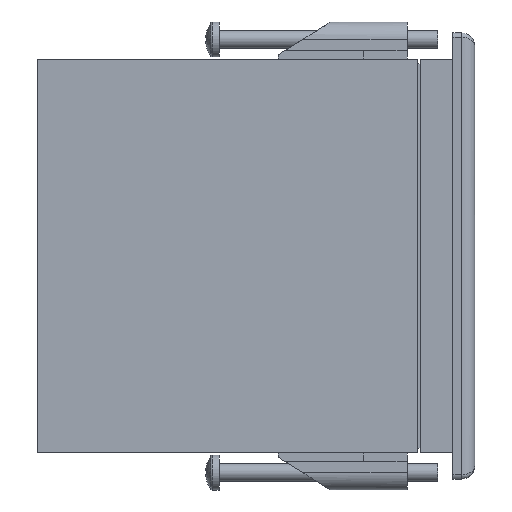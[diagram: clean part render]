
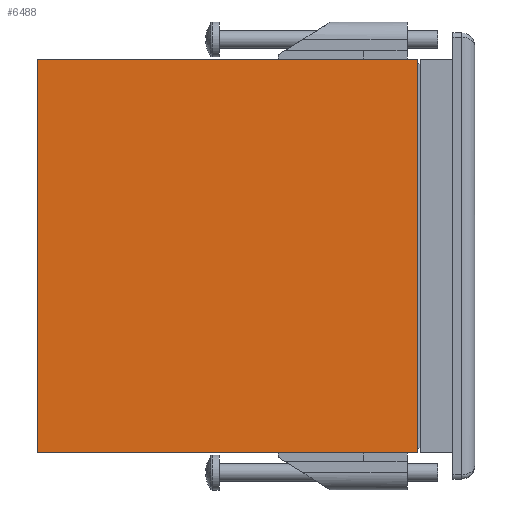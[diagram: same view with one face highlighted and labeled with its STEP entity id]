
A CAD part, front view. The second image highlights one B-rep face of the part: STEP entity #6488.
In plain terms, the highlighted planar face has unit normal (0, -1, 0).
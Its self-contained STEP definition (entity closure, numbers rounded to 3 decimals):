
#4437 = EDGE_CURVE ( 'NONE', #11994, #12077, #17410, .T. ) ;
#4447 = EDGE_CURVE ( 'NONE', #11994, #12070, #17418, .T. ) ;
#4449 = EDGE_CURVE ( 'NONE', #11983, #12070, #17420, .T. ) ;
#4450 = EDGE_CURVE ( 'NONE', #12077, #11983, #17421, .T. ) ;
#5165 = ORIENTED_EDGE ( 'NONE', *, *, #4450, .F. ) ;
#5166 = ORIENTED_EDGE ( 'NONE', *, *, #4447, .T. ) ;
#5167 = ORIENTED_EDGE ( 'NONE', *, *, #4449, .F. ) ;
#5168 = ORIENTED_EDGE ( 'NONE', *, *, #4437, .F. ) ;
#6488 = ADVANCED_FACE ( 'NONE', ( #30693 ), #30074, .F. ) ;
#7515 = EDGE_LOOP ( 'NONE', ( #5166, #5167, #5165, #5168 ) ) ;
#11983 = VERTEX_POINT ( 'NONE', #42754 ) ;
#11994 = VERTEX_POINT ( 'NONE', #42765 ) ;
#12070 = VERTEX_POINT ( 'NONE', #42841 ) ;
#12077 = VERTEX_POINT ( 'NONE', #42848 ) ;
#16479 = CARTESIAN_POINT ( 'NONE',  ( 0., 0., 78. ) ) ;
#16480 = DIRECTION ( 'NONE',  ( 1., 0., 0. ) ) ;
#16501 = CARTESIAN_POINT ( 'NONE',  ( 0., 0., 78. ) ) ;
#16502 = DIRECTION ( 'NONE',  ( 0., 0., -1. ) ) ;
#16505 = CARTESIAN_POINT ( 'NONE',  ( 90., 0., -9. ) ) ;
#16506 = DIRECTION ( 'NONE',  ( -1., 0., 0. ) ) ;
#16507 = CARTESIAN_POINT ( 'NONE',  ( 90., 0., 78. ) ) ;
#16508 = DIRECTION ( 'NONE',  ( 0., 0., -1. ) ) ;
#16835 = VECTOR ( 'NONE', #16480, 1000. ) ;
#16848 = VECTOR ( 'NONE', #16502, 1000. ) ;
#16850 = VECTOR ( 'NONE', #16506, 1000. ) ;
#16852 = VECTOR ( 'NONE', #16508, 1000. ) ;
#17410 = LINE ( 'NONE', #16479, #16835 ) ;
#17418 = LINE ( 'NONE', #16501, #16848 ) ;
#17420 = LINE ( 'NONE', #16505, #16850 ) ;
#17421 = LINE ( 'NONE', #16507, #16852 ) ;
#28041 = AXIS2_PLACEMENT_3D ( 'NONE', #30075, #30076, #30077 ) ;
#30074 = PLANE ( 'NONE',  #28041 ) ;
#30075 = CARTESIAN_POINT ( 'NONE',  ( 0., 0., 78. ) ) ;
#30076 = DIRECTION ( 'NONE',  ( 0., 1., 0. ) ) ;
#30077 = DIRECTION ( 'NONE',  ( 0., 0., 1. ) ) ;
#30693 = FACE_OUTER_BOUND ( 'NONE', #7515, .T. ) ;
#42754 = CARTESIAN_POINT ( 'NONE',  ( 90., 0., -9. ) ) ;
#42765 = CARTESIAN_POINT ( 'NONE',  ( 0., 0., 78. ) ) ;
#42841 = CARTESIAN_POINT ( 'NONE',  ( 0., 0., -9. ) ) ;
#42848 = CARTESIAN_POINT ( 'NONE',  ( 90., 0., 78. ) ) ;
